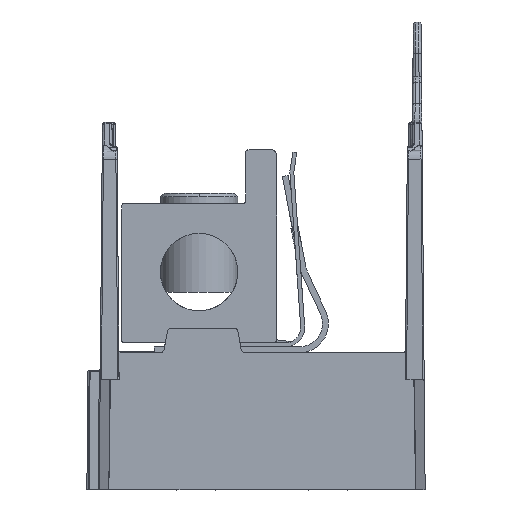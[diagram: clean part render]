
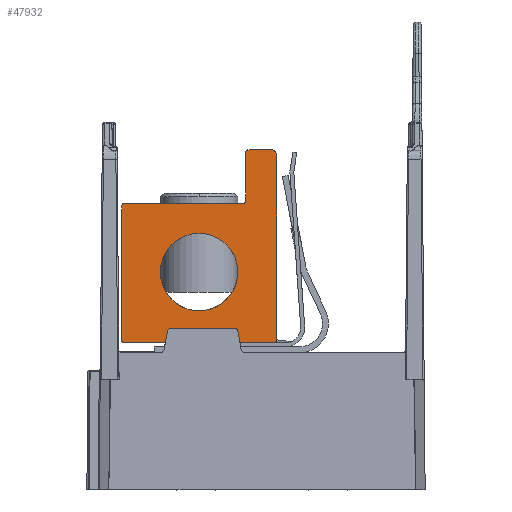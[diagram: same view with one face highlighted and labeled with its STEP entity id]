
A CAD part, left-side view. The second image highlights one B-rep face of the part: STEP entity #47932.
In plain terms, the highlighted planar face has unit normal (1, 0, 0).
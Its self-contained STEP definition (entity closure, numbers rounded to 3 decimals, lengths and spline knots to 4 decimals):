
#35 = EDGE_CURVE ( 'NONE', #8981, #36520, #29248, .T. ) ;
#778 = AXIS2_PLACEMENT_3D ( 'NONE', #5754, #30805, #14256 ) ;
#895 = ORIENTED_EDGE ( 'NONE', *, *, #31293, .F. ) ;
#1056 = CARTESIAN_POINT ( 'NONE',  ( -3.5984, 0.7967, -0.1113 ) ) ;
#1082 = CARTESIAN_POINT ( 'NONE',  ( -3.5984, 0.1865, 0.4599 ) ) ;
#1372 = CARTESIAN_POINT ( 'NONE',  ( -3.5984, 0.7918, 1.013 ) ) ;
#1874 = EDGE_LOOP ( 'NONE', ( #28796, #21505 ) ) ;
#2145 = CARTESIAN_POINT ( 'NONE',  ( -3.5984, 0.8015, -0.1092 ) ) ;
#2402 = DIRECTION ( 'NONE',  ( 0., 0., -1. ) ) ;
#2857 = CARTESIAN_POINT ( 'NONE',  ( -3.5984, -0.1885, 1.4461 ) ) ;
#3018 = VECTOR ( 'NONE', #5876, 39.3701 ) ;
#3341 = VERTEX_POINT ( 'NONE', #21335 ) ;
#3518 = CARTESIAN_POINT ( 'NONE',  ( -3.5984, -0.4385, -0.0921 ) ) ;
#3563 = VERTEX_POINT ( 'NONE', #36998 ) ;
#3622 = CARTESIAN_POINT ( 'NONE',  ( -3.5984, -0.4189, -0.1118 ) ) ;
#3763 = EDGE_CURVE ( 'NONE', #38603, #37949, #45984, .T. ) ;
#4066 = EDGE_CURVE ( 'NONE', #36520, #48272, #26376, .T. ) ;
#4078 = DIRECTION ( 'NONE',  ( 1., 0., 0. ) ) ;
#4509 = PLANE ( 'NONE',  #30005 ) ;
#4898 = DIRECTION ( 'NONE',  ( 0., 0., -1. ) ) ;
#5235 = CARTESIAN_POINT ( 'NONE',  ( -3.5984, 0.7918, -0.1118 ) ) ;
#5456 = DIRECTION ( 'NONE',  ( 0., 0., 1. ) ) ;
#5754 = CARTESIAN_POINT ( 'NONE',  ( -3.5984, -0.3992, 1.4067 ) ) ;
#5876 = DIRECTION ( 'NONE',  ( 0., 1., 0. ) ) ;
#6293 = CARTESIAN_POINT ( 'NONE',  ( -3.5984, 0.8108, -0.097 ) ) ;
#6558 = CARTESIAN_POINT ( 'NONE',  ( -3.5984, 0.8003, -0.1098 ) ) ;
#6897 = CIRCLE ( 'NONE', #12007, 0.0197 ) ;
#7090 = VERTEX_POINT ( 'NONE', #3518 ) ;
#7344 = LINE ( 'NONE', #14760, #14636 ) ;
#7844 = AXIS2_PLACEMENT_3D ( 'NONE', #1082, #9614, #16834 ) ;
#7883 = CARTESIAN_POINT ( 'NONE',  ( -3.5984, 0.1865, 0.1473 ) ) ;
#7935 = CARTESIAN_POINT ( 'NONE',  ( -3.5984, -0.3992, 1.4461 ) ) ;
#7985 = DIRECTION ( 'NONE',  ( 0., 1., 0. ) ) ;
#8326 = CIRCLE ( 'NONE', #46155, 0.0197 ) ;
#8981 = VERTEX_POINT ( 'NONE', #20714 ) ;
#9057 = CARTESIAN_POINT ( 'NONE',  ( -3.5984, -0.4385, -0.1118 ) ) ;
#9458 = CARTESIAN_POINT ( 'NONE',  ( -3.5984, -0.4189, -0.0921 ) ) ;
#9614 = DIRECTION ( 'NONE',  ( 1., 0., 0. ) ) ;
#10526 = CARTESIAN_POINT ( 'NONE',  ( -3.5984, -0.4385, 1.4461 ) ) ;
#10666 = CARTESIAN_POINT ( 'NONE',  ( -3.5984, 0.8076, -0.1041 ) ) ;
#11706 = CARTESIAN_POINT ( 'NONE',  ( -3.5984, -0.2082, 1.4264 ) ) ;
#12007 = AXIS2_PLACEMENT_3D ( 'NONE', #9458, #26245, #30928 ) ;
#12817 = EDGE_LOOP ( 'NONE', ( #42008, #19969, #37613, #43214, #31739, #53342, #27304, #26895, #895, #35248, #33383, #31190 ) ) ;
#14256 = DIRECTION ( 'NONE',  ( 0., 0., 1. ) ) ;
#14636 = VECTOR ( 'NONE', #2402, 39.3701 ) ;
#14760 = CARTESIAN_POINT ( 'NONE',  ( -3.5984, 0.8115, 1.4461 ) ) ;
#15077 = VERTEX_POINT ( 'NONE', #7935 ) ;
#15939 = EDGE_CURVE ( 'NONE', #37235, #20259, #40622, .T. ) ;
#16237 = DIRECTION ( 'NONE',  ( 0., 0., -1. ) ) ;
#16294 = DIRECTION ( 'NONE',  ( -1., 0., 0. ) ) ;
#16312 = VERTEX_POINT ( 'NONE', #48207 ) ;
#16332 = VECTOR ( 'NONE', #7985, 39.3701 ) ;
#16578 = CIRCLE ( 'NONE', #778, 0.0394 ) ;
#16770 = EDGE_CURVE ( 'NONE', #7090, #48272, #6897, .T. ) ;
#16834 = DIRECTION ( 'NONE',  ( 0., 0., -1. ) ) ;
#17630 = EDGE_CURVE ( 'NONE', #15077, #3341, #16578, .T. ) ;
#17816 = CARTESIAN_POINT ( 'NONE',  ( -3.5984, 0.7943, -0.1118 ) ) ;
#18091 = CARTESIAN_POINT ( 'NONE',  ( -3.5984, 0.8115, -0.0921 ) ) ;
#19421 = CARTESIAN_POINT ( 'NONE',  ( -3.5984, -0.4385, -0.1118 ) ) ;
#19428 = DIRECTION ( 'NONE',  ( 0., 0., 1. ) ) ;
#19969 = ORIENTED_EDGE ( 'NONE', *, *, #35, .F. ) ;
#20259 = VERTEX_POINT ( 'NONE', #21392 ) ;
#20714 = CARTESIAN_POINT ( 'NONE',  ( -3.5984, 0.8115, -0.0921 ) ) ;
#21141 = EDGE_CURVE ( 'NONE', #16312, #37949, #46280, .T. ) ;
#21335 = CARTESIAN_POINT ( 'NONE',  ( -3.5984, -0.4385, 1.4067 ) ) ;
#21392 = CARTESIAN_POINT ( 'NONE',  ( -3.5984, -0.1885, 1.0327 ) ) ;
#21505 = ORIENTED_EDGE ( 'NONE', *, *, #40584, .F. ) ;
#21618 = AXIS2_PLACEMENT_3D ( 'NONE', #11706, #36829, #19428 ) ;
#22476 = CARTESIAN_POINT ( 'NONE',  ( -3.5984, 0.7918, 0.9934 ) ) ;
#23041 = CARTESIAN_POINT ( 'NONE',  ( -3.5984, 0.8091, -0.1018 ) ) ;
#23277 = DIRECTION ( 'NONE',  ( 0., 0., 1. ) ) ;
#24781 = DIRECTION ( 'NONE',  ( 1., 0., 0. ) ) ;
#24963 = CARTESIAN_POINT ( 'NONE',  ( -3.5984, 0.1865, 0.4599 ) ) ;
#25394 = FACE_BOUND ( 'NONE', #1874, .T. ) ;
#25753 = VECTOR ( 'NONE', #23277, 39.3701 ) ;
#26203 = VECTOR ( 'NONE', #35410, 39.3701 ) ;
#26245 = DIRECTION ( 'NONE',  ( 1., 0., 0. ) ) ;
#26376 = LINE ( 'NONE', #9057, #32506 ) ;
#26895 = ORIENTED_EDGE ( 'NONE', *, *, #28695, .T. ) ;
#27148 = CIRCLE ( 'NONE', #7844, 0.3126 ) ;
#27178 = CARTESIAN_POINT ( 'NONE',  ( -3.5984, 0.8115, -0.0933 ) ) ;
#27304 = ORIENTED_EDGE ( 'NONE', *, *, #15939, .F. ) ;
#27407 = LINE ( 'NONE', #19421, #25753 ) ;
#27442 = CARTESIAN_POINT ( 'NONE',  ( -3.5984, 0.8032, -0.1082 ) ) ;
#28388 = CIRCLE ( 'NONE', #48611, 0.3126 ) ;
#28695 = EDGE_CURVE ( 'NONE', #37235, #37183, #41055, .T. ) ;
#28796 = ORIENTED_EDGE ( 'NONE', *, *, #34014, .F. ) ;
#29248 = B_SPLINE_CURVE_WITH_KNOTS ( 'NONE', 3,
 ( #18091, #27178, #44036, #6293, #39905, #34959, #23041, #10666, #51746, #27442, #2145, #6558, #38830, #1056, #17816, #34686 ),
 .UNSPECIFIED., .F., .F.,
 ( 4, 1, 2, 2, 2, 1, 2, 2, 4 ),
 ( 0., 0.125, 0.1875, 0.25, 0.5, 0.625, 0.6875, 0.75, 1. ),
 .UNSPECIFIED. ) ;
#30005 = AXIS2_PLACEMENT_3D ( 'NONE', #54088, #16294, #38126 ) ;
#30358 = CARTESIAN_POINT ( 'NONE',  ( -3.5984, -0.1689, 1.013 ) ) ;
#30485 = DIRECTION ( 'NONE',  ( 1., 0., 0. ) ) ;
#30805 = DIRECTION ( 'NONE',  ( 1., 0., 0. ) ) ;
#30928 = DIRECTION ( 'NONE',  ( 0., 0., 1. ) ) ;
#31190 = ORIENTED_EDGE ( 'NONE', *, *, #16770, .T. ) ;
#31293 = EDGE_CURVE ( 'NONE', #15077, #37183, #48538, .T. ) ;
#31514 = CARTESIAN_POINT ( 'NONE',  ( -3.5984, -0.1885, 1.4264 ) ) ;
#31739 = ORIENTED_EDGE ( 'NONE', *, *, #3763, .F. ) ;
#32506 = VECTOR ( 'NONE', #43502, 39.3701 ) ;
#33383 = ORIENTED_EDGE ( 'NONE', *, *, #34924, .F. ) ;
#34014 = EDGE_CURVE ( 'NONE', #42095, #3563, #28388, .T. ) ;
#34686 = CARTESIAN_POINT ( 'NONE',  ( -3.5984, 0.7918, -0.1118 ) ) ;
#34848 = AXIS2_PLACEMENT_3D ( 'NONE', #22476, #30485, #5456 ) ;
#34924 = EDGE_CURVE ( 'NONE', #7090, #3341, #27407, .T. ) ;
#34959 = CARTESIAN_POINT ( 'NONE',  ( -3.5984, 0.8103, -0.0987 ) ) ;
#35248 = ORIENTED_EDGE ( 'NONE', *, *, #17630, .T. ) ;
#35410 = DIRECTION ( 'NONE',  ( 0., 0., -1. ) ) ;
#36520 = VERTEX_POINT ( 'NONE', #5235 ) ;
#36829 = DIRECTION ( 'NONE',  ( 1., 0., 0. ) ) ;
#36998 = CARTESIAN_POINT ( 'NONE',  ( -3.5984, 0.1865, 0.7725 ) ) ;
#37183 = VERTEX_POINT ( 'NONE', #51933 ) ;
#37235 = VERTEX_POINT ( 'NONE', #31514 ) ;
#37613 = ORIENTED_EDGE ( 'NONE', *, *, #50129, .F. ) ;
#37949 = VERTEX_POINT ( 'NONE', #1372 ) ;
#38126 = DIRECTION ( 'NONE',  ( 0., 0., 1. ) ) ;
#38603 = VERTEX_POINT ( 'NONE', #30358 ) ;
#38830 = CARTESIAN_POINT ( 'NONE',  ( -3.5984, 0.7996, -0.1101 ) ) ;
#38834 = EDGE_CURVE ( 'NONE', #20259, #38603, #8326, .T. ) ;
#39905 = CARTESIAN_POINT ( 'NONE',  ( -3.5984, 0.8105, -0.0981 ) ) ;
#40584 = EDGE_CURVE ( 'NONE', #3563, #42095, #27148, .T. ) ;
#40622 = LINE ( 'NONE', #2857, #26203 ) ;
#41055 = CIRCLE ( 'NONE', #21618, 0.0197 ) ;
#42008 = ORIENTED_EDGE ( 'NONE', *, *, #4066, .F. ) ;
#42095 = VERTEX_POINT ( 'NONE', #7883 ) ;
#42262 = FACE_OUTER_BOUND ( 'NONE', #12817, .T. ) ;
#43214 = ORIENTED_EDGE ( 'NONE', *, *, #21141, .T. ) ;
#43502 = DIRECTION ( 'NONE',  ( 0., -1., 0. ) ) ;
#44036 = CARTESIAN_POINT ( 'NONE',  ( -3.5984, 0.8113, -0.0952 ) ) ;
#45708 = CARTESIAN_POINT ( 'NONE',  ( -3.5984, -0.4385, 1.013 ) ) ;
#45984 = LINE ( 'NONE', #45708, #16332 ) ;
#46155 = AXIS2_PLACEMENT_3D ( 'NONE', #49883, #24781, #16237 ) ;
#46280 = CIRCLE ( 'NONE', #34848, 0.0197 ) ;
#47932 = ADVANCED_FACE ( 'NONE', ( #25394, #42262 ), #4509, .F. ) ;
#48207 = CARTESIAN_POINT ( 'NONE',  ( -3.5984, 0.8115, 0.9934 ) ) ;
#48272 = VERTEX_POINT ( 'NONE', #3622 ) ;
#48538 = LINE ( 'NONE', #10526, #3018 ) ;
#48611 = AXIS2_PLACEMENT_3D ( 'NONE', #24963, #4078, #4898 ) ;
#49883 = CARTESIAN_POINT ( 'NONE',  ( -3.5984, -0.1689, 1.0327 ) ) ;
#50129 = EDGE_CURVE ( 'NONE', #16312, #8981, #7344, .T. ) ;
#51746 = CARTESIAN_POINT ( 'NONE',  ( -3.5984, 0.8047, -0.107 ) ) ;
#51933 = CARTESIAN_POINT ( 'NONE',  ( -3.5984, -0.2082, 1.4461 ) ) ;
#53342 = ORIENTED_EDGE ( 'NONE', *, *, #38834, .F. ) ;
#54088 = CARTESIAN_POINT ( 'NONE',  ( -3.5984, -0.4385, 1.4461 ) ) ;
